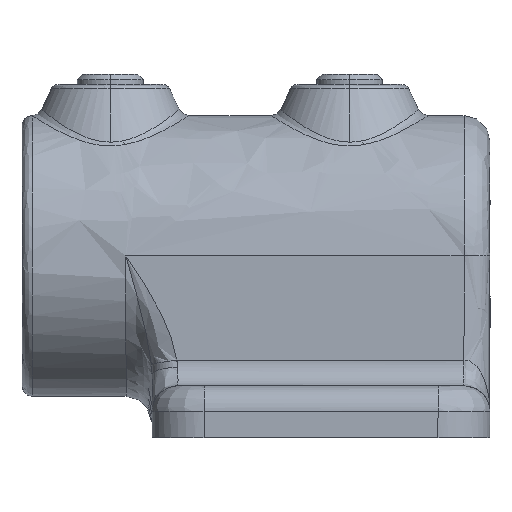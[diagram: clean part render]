
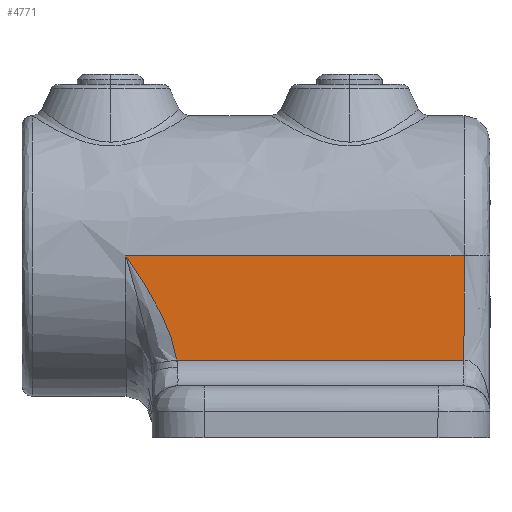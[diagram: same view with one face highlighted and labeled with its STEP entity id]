
A CAD part, left-side view. The second image highlights one B-rep face of the part: STEP entity #4771.
In plain terms, the highlighted free-form (B-spline) face has degree [1, 1] with [2, 2] control points.
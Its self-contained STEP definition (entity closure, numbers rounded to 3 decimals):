
#210 = EDGE_LOOP ( 'NONE', ( #491, #9565, #7407, #2494, #7706 ) ) ;
#491 = ORIENTED_EDGE ( 'NONE', *, *, #1608, .F. ) ;
#569 = CARTESIAN_POINT ( 'NONE',  ( -27., -27.5, 35. ) ) ;
#599 = EDGE_CURVE ( 'NONE', #11375, #12443, #3328, .T. ) ;
#726 = CARTESIAN_POINT ( 'NONE',  ( -27., 32.002, 26.345 ) ) ;
#769 = CARTESIAN_POINT ( 'NONE',  ( -27., 27.76, 14.997 ) ) ;
#780 = CARTESIAN_POINT ( 'NONE',  ( -27., -27.5, 35. ) ) ;
#1005 = B_SPLINE_CURVE_WITH_KNOTS ( 'NONE', 1,
 ( #569, #1549 ),
 .UNSPECIFIED., .F., .F.,
 ( 2, 2 ),
 ( -1., 0. ),
 .UNSPECIFIED. ) ;
#1549 = CARTESIAN_POINT ( 'NONE',  ( -27., -27.5, 15. ) ) ;
#1608 = EDGE_CURVE ( 'NONE', #5577, #3053, #10243, .T. ) ;
#1696 = CARTESIAN_POINT ( 'NONE',  ( -27., 35.421, 31.896 ) ) ;
#1740 = CARTESIAN_POINT ( 'NONE',  ( -27., 27.905, 15.923 ) ) ;
#1992 = CARTESIAN_POINT ( 'NONE',  ( -27., -27.5, 35. ) ) ;
#2000 = CARTESIAN_POINT ( 'NONE',  ( -27., 37.5, 35. ) ) ;
#2145 = CARTESIAN_POINT ( 'NONE',  ( -27., 27.76, 14.997 ) ) ;
#2494 = ORIENTED_EDGE ( 'NONE', *, *, #7636, .F. ) ;
#2670 = CARTESIAN_POINT ( 'NONE',  ( -27., 34.909, 31.116 ) ) ;
#2706 = CARTESIAN_POINT ( 'NONE',  ( -27., 28.477, 18.202 ) ) ;
#2753 = CARTESIAN_POINT ( 'NONE',  ( -27., 30.704, 23.874 ) ) ;
#2950 = CARTESIAN_POINT ( 'NONE',  ( -27., 37.5, 35. ) ) ;
#3053 = VERTEX_POINT ( 'NONE', #2000 ) ;
#3328 = B_SPLINE_CURVE_WITH_KNOTS ( 'NONE', 1,
 ( #10877, #5929 ),
 .UNSPECIFIED., .F., .F.,
 ( 2, 2 ),
 ( -1., 0. ),
 .UNSPECIFIED. ) ;
#3661 = CARTESIAN_POINT ( 'NONE',  ( -27., 33.906, 29.545 ) ) ;
#3973 = VERTEX_POINT ( 'NONE', #8050 ) ;
#4609 = CARTESIAN_POINT ( 'NONE',  ( -27., 28.906, 19.555 ) ) ;
#4702 = EDGE_CURVE ( 'NONE', #3973, #3053, #6357, .T. ) ;
#4771 = ADVANCED_FACE ( 'NONE', ( #7664 ), #8165, .F. ) ;
#5568 = CARTESIAN_POINT ( 'NONE',  ( -27., 29.557, 21.32 ) ) ;
#5577 = VERTEX_POINT ( 'NONE', #10002 ) ;
#5929 = CARTESIAN_POINT ( 'NONE',  ( -27., 27.5, 15. ) ) ;
#6357 = B_SPLINE_CURVE_WITH_KNOTS ( 'NONE', 1,
 ( #780, #2950 ),
 .UNSPECIFIED., .F., .F.,
 ( 2, 2 ),
 ( 0., 1. ),
 .UNSPECIFIED. ) ;
#6544 = CARTESIAN_POINT ( 'NONE',  ( -27., 36.978, 34.225 ) ) ;
#7407 = ORIENTED_EDGE ( 'NONE', *, *, #599, .F. ) ;
#7443 = CARTESIAN_POINT ( 'NONE',  ( -27., 32.462, 27.153 ) ) ;
#7636 = EDGE_CURVE ( 'NONE', #3973, #11375, #1005, .T. ) ;
#7664 = FACE_OUTER_BOUND ( 'NONE', #210, .T. ) ;
#7706 = ORIENTED_EDGE ( 'NONE', *, *, #4702, .T. ) ;
#7736 = CARTESIAN_POINT ( 'NONE',  ( -27., -27.5, 14.877 ) ) ;
#8050 = CARTESIAN_POINT ( 'NONE',  ( -27., -27.5, 35. ) ) ;
#8142 = CARTESIAN_POINT ( 'NONE',  ( -27., 27.5, 15. ) ) ;
#8165 = B_SPLINE_SURFACE_WITH_KNOTS ( 'NONE', 1, 1, ( 
 ( #7736, #1992 ),
 ( #11368, #8713 ) ),
 .UNSPECIFIED., .F., .F., .F.,
 ( 2, 2 ),
 ( 2, 2 ),
 ( 0., 1. ),
 ( 0., 1. ),
 .UNSPECIFIED. ) ;
#8463 = CARTESIAN_POINT ( 'NONE',  ( -27., 28.106, 16.839 ) ) ;
#8568 = CARTESIAN_POINT ( 'NONE',  ( -27., -27.5, 15. ) ) ;
#8713 = CARTESIAN_POINT ( 'NONE',  ( -27., 37.89, 35. ) ) ;
#8746 = CARTESIAN_POINT ( 'NONE',  ( -27., 27.5, 15. ) ) ;
#8902 =( BOUNDED_CURVE ( )  B_SPLINE_CURVE ( 3, ( #8746, #11723, #8916, #2145 ),
 .UNSPECIFIED., .F., .F. ) 
 B_SPLINE_CURVE_WITH_KNOTS ( ( 4, 4 ),
 ( 0., 0.026 ),
 .UNSPECIFIED. ) 
 CURVE ( )  GEOMETRIC_REPRESENTATION_ITEM ( )  RATIONAL_B_SPLINE_CURVE ( ( 0.99, 0.99, 0.99, 0.99 ) ) 
 REPRESENTATION_ITEM ( '' )  );
#8916 = CARTESIAN_POINT ( 'NONE',  ( -27., 27.673, 14.999 ) ) ;
#9414 = CARTESIAN_POINT ( 'NONE',  ( -27., 37.5, 35. ) ) ;
#9458 = CARTESIAN_POINT ( 'NONE',  ( -27., 31.123, 24.705 ) ) ;
#9565 = ORIENTED_EDGE ( 'NONE', *, *, #12198, .F. ) ;
#10002 = CARTESIAN_POINT ( 'NONE',  ( -27., 27.76, 14.997 ) ) ;
#10243 = B_SPLINE_CURVE_WITH_KNOTS ( 'NONE', 3,
 ( #769, #1740, #8463, #2706, #12373, #4609, #11398, #5568, #10443, #2753, #9458, #726, #7443, #12334, #3661, #2670, #1696, #10491, #6544, #9414 ),
 .UNSPECIFIED., .F., .F.,
 ( 4, 2, 2, 2, 2, 2, 2, 2, 2, 4 ),
 ( 0., 0.125, 0.188, 0.25, 0.375, 0.5, 0.625, 0.75, 0.875, 1. ),
 .UNSPECIFIED. ) ;
#10443 = CARTESIAN_POINT ( 'NONE',  ( -27., 29.922, 22.181 ) ) ;
#10491 = CARTESIAN_POINT ( 'NONE',  ( -27., 36.456, 33.451 ) ) ;
#10877 = CARTESIAN_POINT ( 'NONE',  ( -27., -27.5, 15. ) ) ;
#11368 = CARTESIAN_POINT ( 'NONE',  ( -27., 37.89, 14.877 ) ) ;
#11375 = VERTEX_POINT ( 'NONE', #8568 ) ;
#11398 = CARTESIAN_POINT ( 'NONE',  ( -27., 29.062, 19.999 ) ) ;
#11723 = CARTESIAN_POINT ( 'NONE',  ( -27., 27.587, 15. ) ) ;
#12198 = EDGE_CURVE ( 'NONE', #12443, #5577, #8902, .T. ) ;
#12334 = CARTESIAN_POINT ( 'NONE',  ( -27., 33.414, 28.753 ) ) ;
#12373 = CARTESIAN_POINT ( 'NONE',  ( -27., 28.613, 18.654 ) ) ;
#12443 = VERTEX_POINT ( 'NONE', #8142 ) ;
